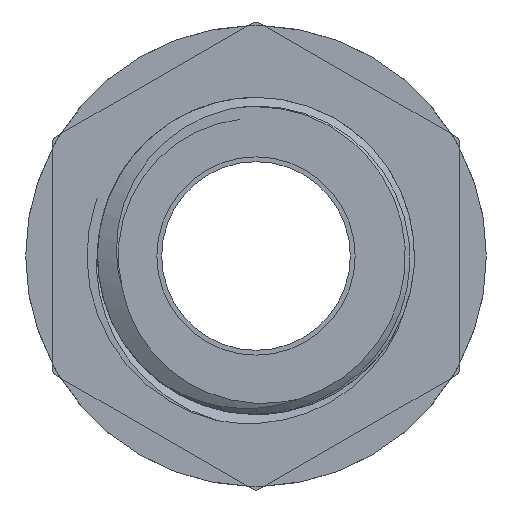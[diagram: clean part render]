
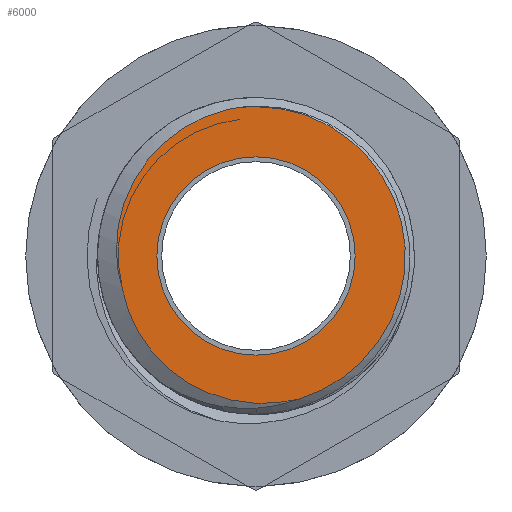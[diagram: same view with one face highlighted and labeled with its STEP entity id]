
A CAD part, front view. The second image highlights one B-rep face of the part: STEP entity #6000.
In plain terms, the highlighted planar face has unit normal (0, -1, 0).
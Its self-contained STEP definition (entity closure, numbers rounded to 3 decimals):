
#105 = DIRECTION ( 'NONE',  ( 0., 0., -1. ) ) ;
#215 = VERTEX_POINT ( 'NONE', #7687 ) ;
#504 = CARTESIAN_POINT ( 'NONE',  ( -2.565, -14.986, 7.604 ) ) ;
#570 = CARTESIAN_POINT ( 'NONE',  ( -7.42, -14.986, 1.852 ) ) ;
#598 = CARTESIAN_POINT ( 'NONE',  ( -7.129, -14.986, -2.296 ) ) ;
#646 = CARTESIAN_POINT ( 'NONE',  ( -6.675, -14.986, -3.517 ) ) ;
#702 = CARTESIAN_POINT ( 'NONE',  ( -1.851, -14.986, -7.668 ) ) ;
#793 = VERTEX_POINT ( 'NONE', #2156 ) ;
#1105 = CARTESIAN_POINT ( 'NONE',  ( 0., -14.986, 0. ) ) ;
#1551 = DIRECTION ( 'NONE',  ( 0., -1., 0. ) ) ;
#1762 = CARTESIAN_POINT ( 'NONE',  ( -3.512, -14.986, 7.172 ) ) ;
#1813 = CARTESIAN_POINT ( 'NONE',  ( -7.563, -14.986, 0.297 ) ) ;
#1895 = CARTESIAN_POINT ( 'NONE',  ( -6.308, -14.986, -4.214 ) ) ;
#1951 = CARTESIAN_POINT ( 'NONE',  ( -0.315, -14.986, -7.958 ) ) ;
#2156 = CARTESIAN_POINT ( 'NONE',  ( 2.288, -14.986, -7.741 ) ) ;
#2165 = VERTEX_POINT ( 'NONE', #6520 ) ;
#2184 = AXIS2_PLACEMENT_3D ( 'NONE', #1105, #2352, #10879 ) ;
#2352 = DIRECTION ( 'NONE',  ( 0., 1., 0. ) ) ;
#2751 = FACE_BOUND ( 'NONE', #10652, .T. ) ;
#2982 = CARTESIAN_POINT ( 'NONE',  ( -4.808, -14.986, 6.28 ) ) ;
#3035 = CARTESIAN_POINT ( 'NONE',  ( -7.465, -14.986, -0.752 ) ) ;
#3061 = CARTESIAN_POINT ( 'NONE',  ( -7.228, -14.986, -1.777 ) ) ;
#3115 = CARTESIAN_POINT ( 'NONE',  ( -5.72, -14.986, -5.083 ) ) ;
#3151 = CARTESIAN_POINT ( 'NONE',  ( 1.261, -14.986, -7.939 ) ) ;
#3876 = VERTEX_POINT ( 'NONE', #14466 ) ;
#4158 = EDGE_CURVE ( 'NONE', #793, #4191, #12222, .T. ) ;
#4161 = EDGE_LOOP ( 'NONE', ( #7167, #7126, #11138, #10059 ) ) ;
#4168 = CARTESIAN_POINT ( 'NONE',  ( -1.563, -14.986, 7.92 ) ) ;
#4191 = VERTEX_POINT ( 'NONE', #9825 ) ;
#4226 = CARTESIAN_POINT ( 'NONE',  ( -5.721, -14.986, 5.351 ) ) ;
#4294 = CARTESIAN_POINT ( 'NONE',  ( -7.305, -14.986, -1.524 ) ) ;
#4360 = CARTESIAN_POINT ( 'NONE',  ( -4.807, -14.986, -6.019 ) ) ;
#4418 = CARTESIAN_POINT ( 'NONE',  ( 2.288, -14.986, -7.741 ) ) ;
#5424 = CARTESIAN_POINT ( 'NONE',  ( -1.817, -14.986, 7.857 ) ) ;
#5477 = CARTESIAN_POINT ( 'NONE',  ( -6.197, -14.986, 4.729 ) ) ;
#5585 = AXIS2_PLACEMENT_3D ( 'NONE', #8928, #1551, #10112 ) ;
#5612 = CARTESIAN_POINT ( 'NONE',  ( -4.19, -14.986, -6.511 ) ) ;
#6000 = ADVANCED_FACE ( 'NONE', ( #2751, #14769 ), #9706, .F. ) ;
#6326 = CARTESIAN_POINT ( 'NONE',  ( 0., -14.986, 0. ) ) ;
#6520 = CARTESIAN_POINT ( 'NONE',  ( -1.563, -14.986, 7.92 ) ) ;
#6697 = CARTESIAN_POINT ( 'NONE',  ( -6.744, -14.986, 3.831 ) ) ;
#6828 = CARTESIAN_POINT ( 'NONE',  ( -3.305, -14.986, -7.06 ) ) ;
#7021 = EDGE_CURVE ( 'NONE', #215, #3876, #12041, .T. ) ;
#7126 = ORIENTED_EDGE ( 'NONE', *, *, #7504, .T. ) ;
#7167 = ORIENTED_EDGE ( 'NONE', *, *, #11344, .T. ) ;
#7428 = DIRECTION ( 'NONE',  ( 0., -1., 0. ) ) ;
#7498 = CARTESIAN_POINT ( 'NONE',  ( -7.228, -14.986, -1.777 ) ) ;
#7504 = EDGE_CURVE ( 'NONE', #9748, #793, #11026, .T. ) ;
#7552 = DIRECTION ( 'NONE',  ( 0., 0., 1. ) ) ;
#7687 = CARTESIAN_POINT ( 'NONE',  ( 0., -14.986, 5.36 ) ) ;
#7871 = CARTESIAN_POINT ( 'NONE',  ( -2.071, -14.986, 7.78 ) ) ;
#7935 = CARTESIAN_POINT ( 'NONE',  ( -7.3, -14.986, 2.371 ) ) ;
#8006 = CARTESIAN_POINT ( 'NONE',  ( -6.978, -14.986, -2.796 ) ) ;
#8067 = CARTESIAN_POINT ( 'NONE',  ( -2.591, -14.986, -7.395 ) ) ;
#8928 = CARTESIAN_POINT ( 'NONE',  ( 0., -14.986, 0. ) ) ;
#8929 = B_SPLINE_CURVE_WITH_KNOTS ( 'NONE', 3,
 ( #4168, #5424, #7871, #504, #9145, #1762, #10312, #2982, #11508, #4226, #12677, #5477, #13837, #6697, #14999, #7935, #570, #9187, #1813, #10370, #3035, #11547, #4294, #12738 ),
 .UNSPECIFIED., .F., .F.,
 ( 4, 2, 2, 2, 2, 2, 2, 2, 2, 2, 2, 4 ),
 ( 0.011, 0.012, 0.012, 0.014, 0.015, 0.016, 0.017, 0.019, 0.02, 0.022, 0.022, 0.023 ),
 .UNSPECIFIED. ) ;
#9145 = CARTESIAN_POINT ( 'NONE',  ( -2.806, -14.986, 7.505 ) ) ;
#9187 = CARTESIAN_POINT ( 'NONE',  ( -7.55, -14.986, 0.818 ) ) ;
#9268 = CARTESIAN_POINT ( 'NONE',  ( -6.561, -14.986, -3.753 ) ) ;
#9322 = CARTESIAN_POINT ( 'NONE',  ( -1.347, -14.986, -7.799 ) ) ;
#9706 = PLANE ( 'NONE',  #2184 ) ;
#9747 = CIRCLE ( 'NONE', #13755, 8.072 ) ;
#9748 = VERTEX_POINT ( 'NONE', #7498 ) ;
#9778 = AXIS2_PLACEMENT_3D ( 'NONE', #9877, #9873, #9793 ) ;
#9793 = DIRECTION ( 'NONE',  ( 0., 0., 1. ) ) ;
#9825 = CARTESIAN_POINT ( 'NONE',  ( 0., -14.986, 8.072 ) ) ;
#9873 = DIRECTION ( 'NONE',  ( 0., -1., 0. ) ) ;
#9877 = CARTESIAN_POINT ( 'NONE',  ( 0., -14.986, 0. ) ) ;
#10059 = ORIENTED_EDGE ( 'NONE', *, *, #15093, .T. ) ;
#10112 = DIRECTION ( 'NONE',  ( 0., 0., -1. ) ) ;
#10308 = CIRCLE ( 'NONE', #5585, 5.36 ) ;
#10312 = CARTESIAN_POINT ( 'NONE',  ( -3.96, -14.986, 6.906 ) ) ;
#10370 = CARTESIAN_POINT ( 'NONE',  ( -7.5, -14.986, -0.49 ) ) ;
#10441 = CARTESIAN_POINT ( 'NONE',  ( -6.168, -14.986, -4.439 ) ) ;
#10492 = CARTESIAN_POINT ( 'NONE',  ( 0.217, -14.986, -7.986 ) ) ;
#10652 = EDGE_LOOP ( 'NONE', ( #10699, #14228 ) ) ;
#10699 = ORIENTED_EDGE ( 'NONE', *, *, #11198, .F. ) ;
#10879 = DIRECTION ( 'NONE',  ( 0., 0., 1. ) ) ;
#11026 = B_SPLINE_CURVE_WITH_KNOTS ( 'NONE', 3,
 ( #3061, #598, #8006, #646, #9268, #1895, #10441, #3115, #11631, #4360, #12815, #5612, #13964, #6828, #15135, #8067, #702, #9322, #1951, #10492, #3151, #11692, #4418 ),
 .UNSPECIFIED., .F., .F.,
 ( 4, 2, 2, 2, 2, 2, 1, 2, 2, 2, 2, 4 ),
 ( 0., 0.002, 0.002, 0.003, 0.005, 0.005, 0.006, 0.007, 0.008, 0.009, 0.011, 0.013 ),
 .UNSPECIFIED. ) ;
#11138 = ORIENTED_EDGE ( 'NONE', *, *, #4158, .T. ) ;
#11198 = EDGE_CURVE ( 'NONE', #3876, #215, #10308, .T. ) ;
#11344 = EDGE_CURVE ( 'NONE', #2165, #9748, #8929, .T. ) ;
#11366 = AXIS2_PLACEMENT_3D ( 'NONE', #14542, #7428, #105 ) ;
#11508 = CARTESIAN_POINT ( 'NONE',  ( -5.195, -14.986, 5.929 ) ) ;
#11547 = CARTESIAN_POINT ( 'NONE',  ( -7.367, -14.986, -1.269 ) ) ;
#11631 = CARTESIAN_POINT ( 'NONE',  ( -5.379, -14.986, -5.478 ) ) ;
#11692 = CARTESIAN_POINT ( 'NONE',  ( 1.777, -14.986, -7.865 ) ) ;
#12041 = CIRCLE ( 'NONE', #11366, 5.36 ) ;
#12222 = CIRCLE ( 'NONE', #9778, 8.072 ) ;
#12677 = CARTESIAN_POINT ( 'NONE',  ( -5.886, -14.986, 5.15 ) ) ;
#12738 = CARTESIAN_POINT ( 'NONE',  ( -7.228, -14.986, -1.777 ) ) ;
#12815 = CARTESIAN_POINT ( 'NONE',  ( -4.606, -14.986, -6.191 ) ) ;
#13755 = AXIS2_PLACEMENT_3D ( 'NONE', #6326, #14644, #7552 ) ;
#13837 = CARTESIAN_POINT ( 'NONE',  ( -6.344, -14.986, 4.508 ) ) ;
#13964 = CARTESIAN_POINT ( 'NONE',  ( -3.761, -14.986, -6.808 ) ) ;
#14228 = ORIENTED_EDGE ( 'NONE', *, *, #7021, .F. ) ;
#14466 = CARTESIAN_POINT ( 'NONE',  ( 0., -14.986, -5.36 ) ) ;
#14542 = CARTESIAN_POINT ( 'NONE',  ( 0., -14.986, 0. ) ) ;
#14644 = DIRECTION ( 'NONE',  ( 0., -1., 0. ) ) ;
#14769 = FACE_OUTER_BOUND ( 'NONE', #4161, .T. ) ;
#14999 = CARTESIAN_POINT ( 'NONE',  ( -6.961, -14.986, 3.358 ) ) ;
#15093 = EDGE_CURVE ( 'NONE', #4191, #2165, #9747, .T. ) ;
#15135 = CARTESIAN_POINT ( 'NONE',  ( -2.834, -14.986, -7.291 ) ) ;
